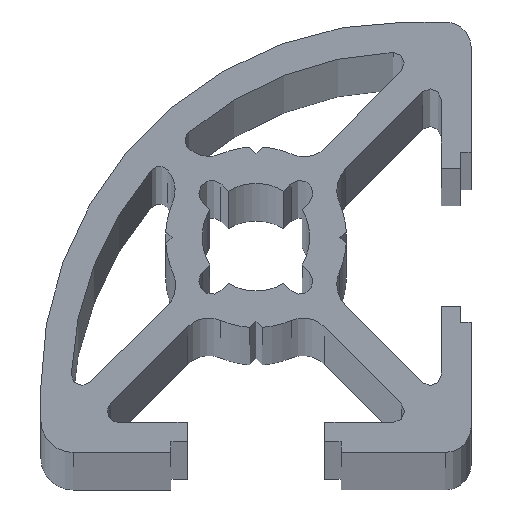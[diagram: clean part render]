
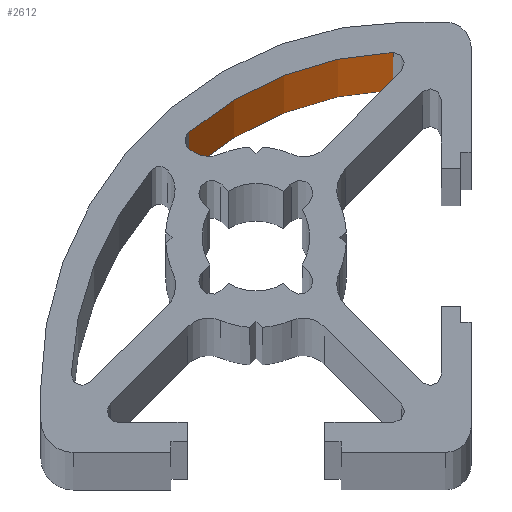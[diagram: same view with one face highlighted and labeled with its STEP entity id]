
A CAD part, top view. The second image highlights one B-rep face of the part: STEP entity #2612.
In plain terms, the highlighted cylindrical face has radius 15.6 mm (diameter 31.2 mm), a partial arc.
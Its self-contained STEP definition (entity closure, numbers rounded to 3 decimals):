
#56 = CARTESIAN_POINT ( 'NONE',  ( 6.999, -6.998, 0. ) ) ;
#120 = CARTESIAN_POINT ( 'NONE',  ( 6.366, 8.589, 1000. ) ) ;
#135 = EDGE_LOOP ( 'NONE', ( #866, #2184, #1075, #2842 ) ) ;
#148 = VECTOR ( 'NONE', #3115, 1000. ) ;
#246 = DIRECTION ( 'NONE',  ( 0., 0., -1. ) ) ;
#297 = DIRECTION ( 'NONE',  ( 1., 0., 0. ) ) ;
#331 = EDGE_CURVE ( 'NONE', #356, #470, #1993, .T. ) ;
#354 = EDGE_CURVE ( 'NONE', #356, #716, #767, .T. ) ;
#356 = VERTEX_POINT ( 'NONE', #120 ) ;
#446 = EDGE_CURVE ( 'NONE', #470, #3102, #2140, .T. ) ;
#470 = VERTEX_POINT ( 'NONE', #556 ) ;
#556 = CARTESIAN_POINT ( 'NONE',  ( 6.366, 8.589, 0. ) ) ;
#702 = VECTOR ( 'NONE', #2564, 1000. ) ;
#716 = VERTEX_POINT ( 'NONE', #1699 ) ;
#767 = CIRCLE ( 'NONE', #2771, 15.6 ) ;
#866 = ORIENTED_EDGE ( 'NONE', *, *, #446, .F. ) ;
#1075 = ORIENTED_EDGE ( 'NONE', *, *, #354, .T. ) ;
#1106 = CARTESIAN_POINT ( 'NONE',  ( 6.999, -6.998, 1000. ) ) ;
#1144 = FACE_OUTER_BOUND ( 'NONE', #135, .T. ) ;
#1241 = DIRECTION ( 'NONE',  ( -1., 0., 0. ) ) ;
#1243 = AXIS2_PLACEMENT_3D ( 'NONE', #56, #1762, #297 ) ;
#1360 = DIRECTION ( 'NONE',  ( 1., 0., 0. ) ) ;
#1406 = CARTESIAN_POINT ( 'NONE',  ( -3.12, 4.875, 0. ) ) ;
#1652 = CARTESIAN_POINT ( 'NONE',  ( -3.12, 4.875, 1000. ) ) ;
#1699 = CARTESIAN_POINT ( 'NONE',  ( -3.12, 4.875, 1000. ) ) ;
#1762 = DIRECTION ( 'NONE',  ( 0., 0., 1. ) ) ;
#1993 = LINE ( 'NONE', #2796, #702 ) ;
#2140 = CIRCLE ( 'NONE', #1243, 15.6 ) ;
#2184 = ORIENTED_EDGE ( 'NONE', *, *, #331, .F. ) ;
#2479 = EDGE_CURVE ( 'NONE', #716, #3102, #2737, .T. ) ;
#2564 = DIRECTION ( 'NONE',  ( 0., 0., -1. ) ) ;
#2612 = ADVANCED_FACE ( 'NONE', ( #1144 ), #3005, .F. ) ;
#2699 = CARTESIAN_POINT ( 'NONE',  ( 6.999, -6.998, 1000. ) ) ;
#2737 = LINE ( 'NONE', #1652, #148 ) ;
#2771 = AXIS2_PLACEMENT_3D ( 'NONE', #1106, #2811, #1360 ) ;
#2796 = CARTESIAN_POINT ( 'NONE',  ( 6.366, 8.589, 1000. ) ) ;
#2811 = DIRECTION ( 'NONE',  ( 0., 0., 1. ) ) ;
#2842 = ORIENTED_EDGE ( 'NONE', *, *, #2479, .T. ) ;
#2964 = AXIS2_PLACEMENT_3D ( 'NONE', #2699, #246, #1241 ) ;
#3005 = CYLINDRICAL_SURFACE ( 'NONE', #2964, 15.6 ) ;
#3102 = VERTEX_POINT ( 'NONE', #1406 ) ;
#3115 = DIRECTION ( 'NONE',  ( 0., 0., -1. ) ) ;
